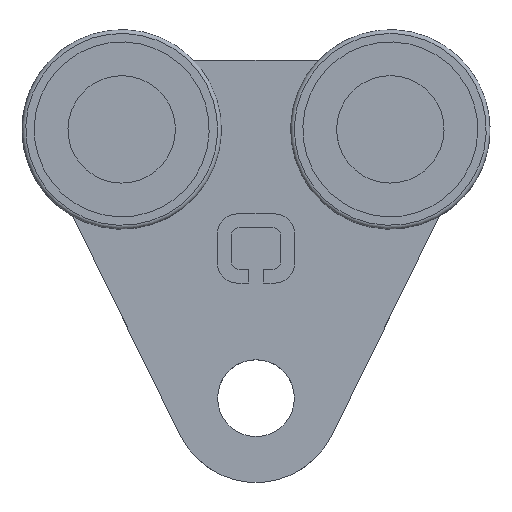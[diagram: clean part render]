
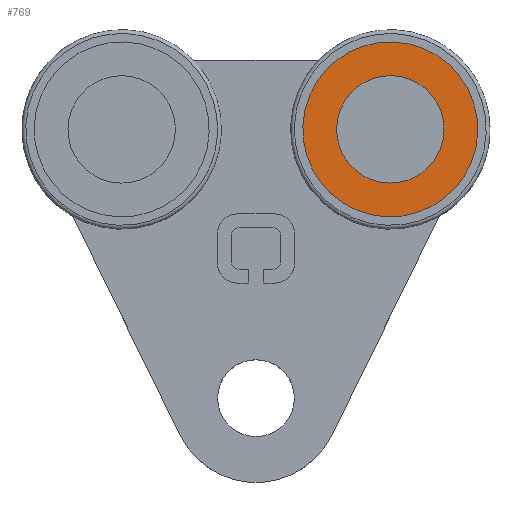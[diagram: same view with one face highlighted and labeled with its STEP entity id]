
A CAD part, top view. The second image highlights one B-rep face of the part: STEP entity #769.
In plain terms, the highlighted planar face has unit normal (0, 0, 1).
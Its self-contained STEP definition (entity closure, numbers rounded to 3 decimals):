
#769=ADVANCED_FACE('',(#1637,#1639),#1641,.T.);
#1637=FACE_BOUND('',#1638,.T.);
#1638=EDGE_LOOP('',(#2107));
#1639=FACE_BOUND('',#1640,.T.);
#1640=EDGE_LOOP('',(#2108));
#1641=PLANE('',#1642);
#1642=AXIS2_PLACEMENT_3D('',#1643,#1644,#1645);
#1643=CARTESIAN_POINT('',(17.5,49.002,13.815));
#1644=DIRECTION('',(0.,0.,1.));
#1645=DIRECTION('',(0.041,0.999,0.));
#2107=ORIENTED_EDGE('',*,*,#2287,.T.);
#2108=ORIENTED_EDGE('',*,*,#2290,.F.);
#2287=EDGE_CURVE('',#2550,#2550,#2551,.T.);
#2290=EDGE_CURVE('',#2556,#2556,#2557,.T.);
#2550=VERTEX_POINT('',#3175);
#2551=CIRCLE('',#3176,11.4);
#2556=VERTEX_POINT('',#3190);
#2557=CIRCLE('',#3191,6.6);
#3175=CARTESIAN_POINT('',(17.964,60.392,13.815));
#3176=AXIS2_PLACEMENT_3D('',#3177,#3178,#3179);
#3177=CARTESIAN_POINT('',(17.5,49.002,13.815));
#3178=DIRECTION('',(0.,0.,1.));
#3179=DIRECTION('',(0.041,0.999,0.));
#3190=CARTESIAN_POINT('',(17.769,55.596,13.815));
#3191=AXIS2_PLACEMENT_3D('',#3192,#3193,#3194);
#3192=CARTESIAN_POINT('',(17.5,49.002,13.815));
#3193=DIRECTION('',(0.,0.,1.));
#3194=DIRECTION('',(0.041,0.999,0.));
